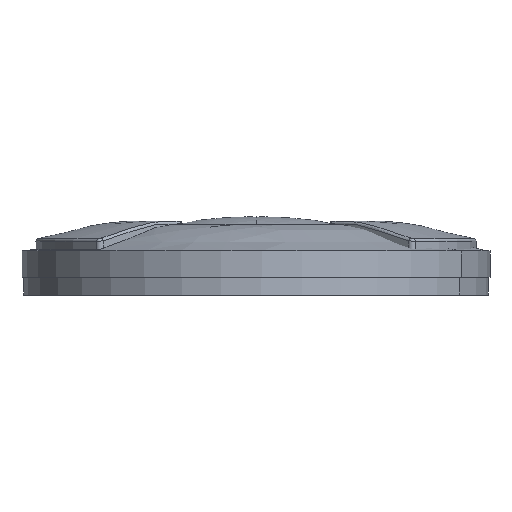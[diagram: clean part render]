
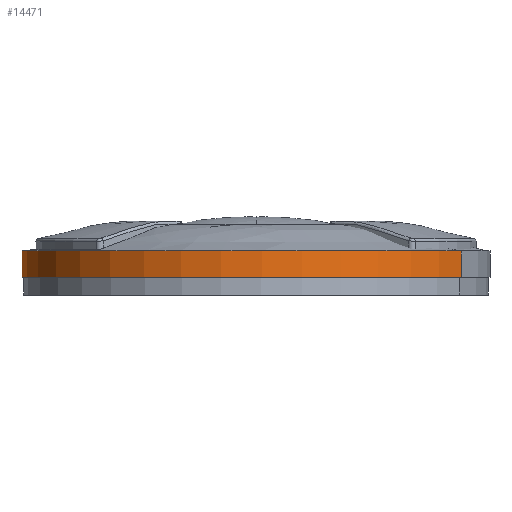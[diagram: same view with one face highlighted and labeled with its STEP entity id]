
A CAD part, left-side view. The second image highlights one B-rep face of the part: STEP entity #14471.
In plain terms, the highlighted cylindrical face has radius 26.5 mm (diameter 53 mm), a partial arc.
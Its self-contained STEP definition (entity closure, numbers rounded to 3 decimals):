
#14037=AXIS2_PLACEMENT_3D('Circle Axis2P3D',#14035,#14036,$) ;
#14444=AXIS2_PLACEMENT_3D('Cylinder Axis2P3D',#14441,#14442,#14443) ;
#14455=AXIS2_PLACEMENT_3D('Circle Axis2P3D',#14453,#14454,$) ;
#14035=CARTESIAN_POINT('Axis2P3D Location',(0.,0.,3.5)) ;
#14039=CARTESIAN_POINT('Vertex',(-12.705,-23.256,3.5)) ;
#14041=CARTESIAN_POINT('Vertex',(12.705,23.256,3.5)) ;
#14441=CARTESIAN_POINT('Axis2P3D Location',(0.,0.,5.)) ;
#14446=CARTESIAN_POINT('Line Origine',(-12.705,-23.256,5.)) ;
#14450=CARTESIAN_POINT('Vertex',(-12.705,-23.256,6.5)) ;
#14453=CARTESIAN_POINT('Axis2P3D Location',(0.,0.,6.5)) ;
#14457=CARTESIAN_POINT('Vertex',(12.705,23.256,6.5)) ;
#14460=CARTESIAN_POINT('Line Origine',(12.705,23.256,5.)) ;
#14036=DIRECTION('Axis2P3D Direction',(0.,0.,-1.)) ;
#14442=DIRECTION('Axis2P3D Direction',(0.,0.,-1.)) ;
#14443=DIRECTION('Axis2P3D XDirection',(0.479,0.878,0.)) ;
#14447=DIRECTION('Vector Direction',(0.,0.,-1.)) ;
#14454=DIRECTION('Axis2P3D Direction',(0.,0.,-1.)) ;
#14461=DIRECTION('Vector Direction',(0.,0.,-1.)) ;
#14448=VECTOR('Line Direction',#14447,1.) ;
#14462=VECTOR('Line Direction',#14461,1.) ;
#14466=ORIENTED_EDGE('',*,*,#14043,.F.) ;
#14467=ORIENTED_EDGE('',*,*,#14452,.T.) ;
#14468=ORIENTED_EDGE('',*,*,#14459,.T.) ;
#14469=ORIENTED_EDGE('',*,*,#14464,.F.) ;
#14471=ADVANCED_FACE('enjoliveur ED10744',(#14470),#14445,.T.) ;
#14038=CIRCLE('generated circle',#14037,26.5) ;
#14456=CIRCLE('generated circle',#14455,26.5) ;
#14445=CYLINDRICAL_SURFACE('generated cylinder',#14444,26.5) ;
#14043=EDGE_CURVE('',#14040,#14042,#14038,.T.) ;
#14452=EDGE_CURVE('',#14040,#14451,#14449,.F.) ;
#14459=EDGE_CURVE('',#14451,#14458,#14456,.T.) ;
#14464=EDGE_CURVE('',#14042,#14458,#14463,.F.) ;
#14465=EDGE_LOOP('',(#14466,#14467,#14468,#14469)) ;
#14470=FACE_OUTER_BOUND('',#14465,.T.) ;
#14449=LINE('Line',#14446,#14448) ;
#14463=LINE('Line',#14460,#14462) ;
#14040=VERTEX_POINT('',#14039) ;
#14042=VERTEX_POINT('',#14041) ;
#14451=VERTEX_POINT('',#14450) ;
#14458=VERTEX_POINT('',#14457) ;
